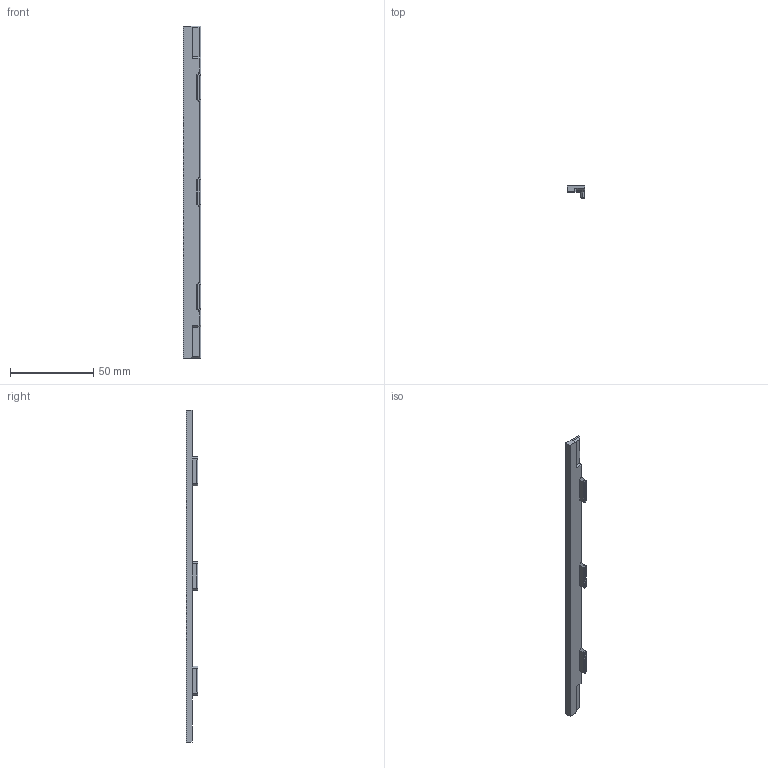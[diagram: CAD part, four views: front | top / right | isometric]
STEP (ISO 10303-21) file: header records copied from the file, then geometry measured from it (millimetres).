
FILE_DESCRIPTION(/* description */ (''),/* implementation_level */ '2;1');
FILE_NAME(/* name */ 'beam_cover.stp',/* time_stamp */ '2024-01-02T21:00:01+01:00',/* author */ (''),/* organization */ (''),/* preprocessor_version */ 'ST-DEVELOPER v16',/* originating_system */ 'SIEMENS PLM Software NX 11.0',/* authorisation */ '');
FILE_SCHEMA (('AP203_CONFIGURATION_CONTROLLED_3D_DESIGN_OF_MECHANICAL_PARTS_AND_ASSEMBLIES_MIM_LF { 1 0 10303 403 2 1 2}'));
Length unit declared in the file: millimetre
Products named in the file (1): cover-new-v3
Bounding box: 10.5 x 7 x 200 mm (x, y, z)
Volume: 7479.5 mm3; surface area: 5933.5 mm2
Topology: 1 solids, 1 shells, 60 faces, 148 edges, 90 vertices
Faces by surface type: plane 42, cylinder 18
Entity records: 1816 total; most frequent: CARTESIAN_POINT 299, ORIENTED_EDGE 296, DIRECTION 288, EDGE_CURVE 148, LINE 130, VECTOR 130, VERTEX_POINT 90, AXIS2_PLACEMENT_3D 79
